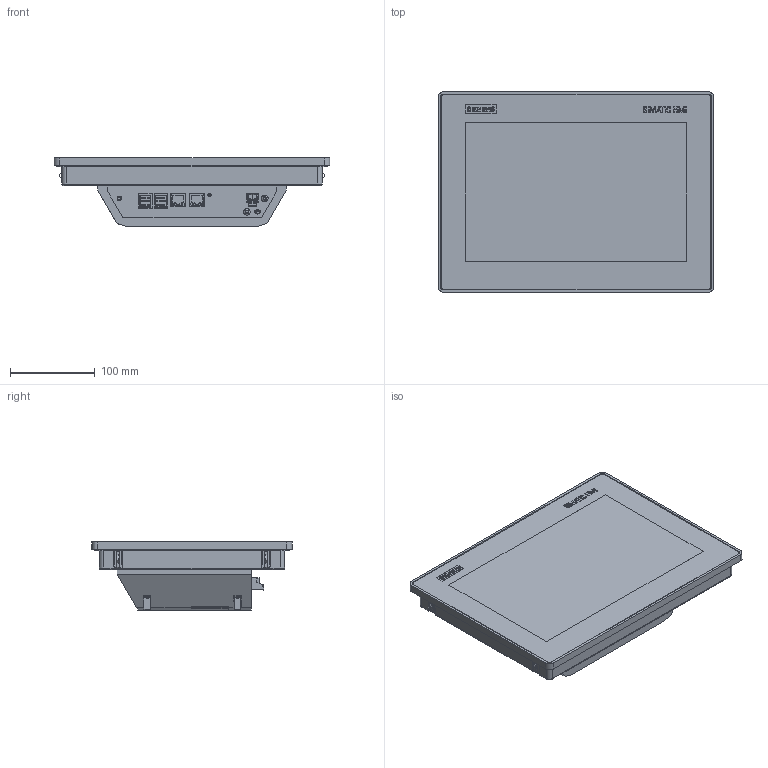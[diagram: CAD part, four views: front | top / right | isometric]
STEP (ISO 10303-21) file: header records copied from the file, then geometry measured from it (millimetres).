
FILE_DESCRIPTION(/* description */ (''),/* implementation_level */ '2;1');
FILE_NAME(/* name */ '6AV6646-1BA12-0AA1_3d.stp',/* time_stamp */ '2025-03-28T11:20:53+01:00',/* author */ (''),/* organization */ (''),/* preprocessor_version */ 'ST-DEVELOPER v18.102',/* originating_system */ 'SIEMENS PLM Software NX 2023',/* authorisation */ '');
FILE_SCHEMA (('AUTOMOTIVE_DESIGN { 1 0 10303 214 3 1 1 1 }'));
Products named in the file (5): A5E42332630A_RS-AA_003_2-Power Supply Connector; A5E52912524A_RS-AA_001_2-Labeling; A5E52912522A_RS-AA_001_2-Box; A5E42922451A_RS-AA_002_2-Cover; A5E52912503A_RS-AA_002_1-CAx_6AV66461BA120AA1
Assembly tree (4 placements, depth 2):
  A5E52912503A_RS-AA_002_1-CAx_6AV66461BA120AA1
    A5E42922451A_RS-AA_002_2-Cover
    A5E52912522A_RS-AA_001_2-Box
    A5E52912524A_RS-AA_001_2-Labeling
    A5E42332630A_RS-AA_003_2-Power Supply Connector
Bounding box: 326 x 237 x 80.7 mm (x, y, z)
Volume: 3640480 mm3; surface area: 273981.6 mm2
Topology: 120 solids, 120 shells, 2546 faces, 6540 edges, 4330 vertices
Faces by surface type: plane 1649, extrusion 583, cylinder 303, cone 7, torus 4
Full cylindrical faces by diameter (mm): 1.4 x2, 2.8 x2, 3.339 x1, 3.5 x2, 4 x1, 5 x1, 5.2 x1, 5.4 x1, 5.5 x10, 6 x4, 6.5 x10, 7.636 x1, 8 x1
Entity records: 94778 total; most frequent: CARTESIAN_POINT 28330, ORIENTED_EDGE 12958, DIRECTION 9443, EDGE_CURVE 6479, VERTEX_POINT 4312, VECTOR 4177, LINE 3594, B_SPLINE_CURVE_WITH_KNOTS 2816
